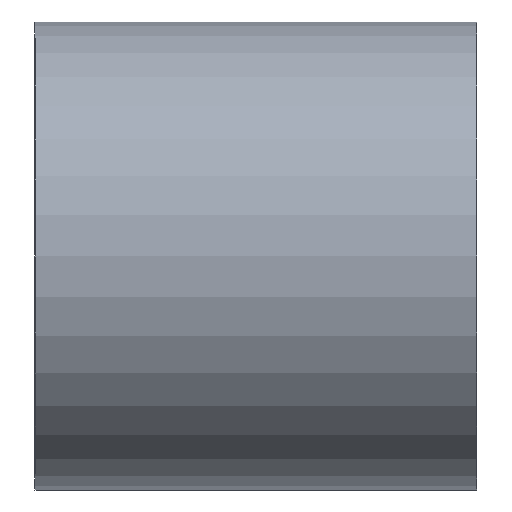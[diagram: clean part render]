
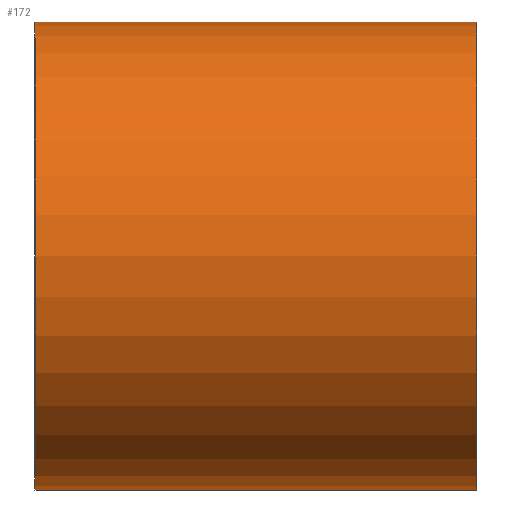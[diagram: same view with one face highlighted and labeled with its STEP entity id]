
A CAD part, left-side view. The second image highlights one B-rep face of the part: STEP entity #172.
In plain terms, the highlighted cylindrical face has radius 9 mm (diameter 18 mm), a partial arc.
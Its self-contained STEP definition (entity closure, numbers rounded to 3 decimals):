
#1 = AXIS2_PLACEMENT_3D ( 'NONE', #1481, #1482, #1483 ) ;
#2 = AXIS2_PLACEMENT_3D ( 'NONE', #1478, #1479, #1480 ) ;
#3 = CIRCLE ( 'NONE', #1, 9. ) ;
#5 = CIRCLE ( 'NONE', #2, 9. ) ;
#34 = VECTOR ( 'NONE', #363, 1000. ) ;
#40 = VECTOR ( 'NONE', #371, 1000. ) ;
#62 = EDGE_CURVE ( 'NONE', #608, #611, #668, .T. ) ;
#65 = EDGE_CURVE ( 'NONE', #609, #610, #669, .T. ) ;
#92 = EDGE_CURVE ( 'NONE', #611, #610, #5, .T. ) ;
#93 = EDGE_CURVE ( 'NONE', #609, #608, #3, .T. ) ;
#172 = ADVANCED_FACE ( 'NONE', ( #745 ), #746, .T. ) ;
#363 = DIRECTION ( 'NONE',  ( 0., 1., 0. ) ) ;
#364 = CARTESIAN_POINT ( 'NONE',  ( 0., 13.586, -9. ) ) ;
#371 = DIRECTION ( 'NONE',  ( 0., 1., 0. ) ) ;
#372 = CARTESIAN_POINT ( 'NONE',  ( 0., 13.586, 9. ) ) ;
#608 = VERTEX_POINT ( 'NONE', #1028 ) ;
#609 = VERTEX_POINT ( 'NONE', #1029 ) ;
#610 = VERTEX_POINT ( 'NONE', #1030 ) ;
#611 = VERTEX_POINT ( 'NONE', #1031 ) ;
#668 = LINE ( 'NONE', #372, #40 ) ;
#669 = LINE ( 'NONE', #364, #34 ) ;
#745 = FACE_OUTER_BOUND ( 'NONE', #1814, .T. ) ;
#746 = CYLINDRICAL_SURFACE ( 'NONE', #1830, 9. ) ;
#1028 = CARTESIAN_POINT ( 'NONE',  ( 0., -9.5, 9. ) ) ;
#1029 = CARTESIAN_POINT ( 'NONE',  ( 0., -9.5, -9. ) ) ;
#1030 = CARTESIAN_POINT ( 'NONE',  ( 0., 7.5, -9. ) ) ;
#1031 = CARTESIAN_POINT ( 'NONE',  ( 0., 7.5, 9. ) ) ;
#1263 = CARTESIAN_POINT ( 'NONE',  ( 0., 13.586, 0. ) ) ;
#1264 = DIRECTION ( 'NONE',  ( 0., 1., 0. ) ) ;
#1265 = DIRECTION ( 'NONE',  ( 0., 0., 1. ) ) ;
#1478 = CARTESIAN_POINT ( 'NONE',  ( 0., 7.5, 0. ) ) ;
#1479 = DIRECTION ( 'NONE',  ( 0., -1., 0. ) ) ;
#1480 = DIRECTION ( 'NONE',  ( 1., 0., 0. ) ) ;
#1481 = CARTESIAN_POINT ( 'NONE',  ( 0., -9.5, 0. ) ) ;
#1482 = DIRECTION ( 'NONE',  ( 0., 1., 0. ) ) ;
#1483 = DIRECTION ( 'NONE',  ( -1., 0., 0. ) ) ;
#1657 = ORIENTED_EDGE ( 'NONE', *, *, #92, .T. ) ;
#1658 = ORIENTED_EDGE ( 'NONE', *, *, #93, .T. ) ;
#1659 = ORIENTED_EDGE ( 'NONE', *, *, #65, .F. ) ;
#1660 = ORIENTED_EDGE ( 'NONE', *, *, #62, .T. ) ;
#1814 = EDGE_LOOP ( 'NONE', ( #1659, #1658, #1660, #1657 ) ) ;
#1830 = AXIS2_PLACEMENT_3D ( 'NONE', #1263, #1264, #1265 ) ;
